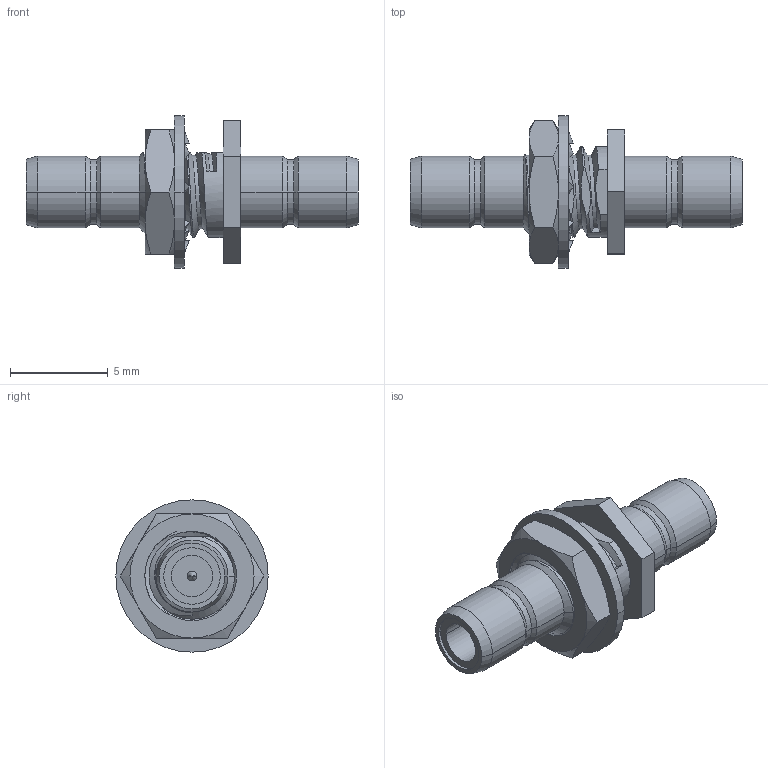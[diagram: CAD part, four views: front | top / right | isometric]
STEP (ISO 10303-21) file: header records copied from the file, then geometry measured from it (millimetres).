
FILE_DESCRIPTION((''),'2;1');
FILE_NAME('142250_SW0001','2020-08-21T11:18:42',('Clement'),(''),'CREO PARAMETRIC BY PTC INC, 2019444','CREO PARAMETRIC BY PTC INC, 2019444','');
FILE_SCHEMA(('CONFIG_CONTROL_DESIGN'));
Length unit declared in the file: millimetre
Products named in the file (1): 142250_SW0001
Bounding box: 17 x 7.8 x 7.8 mm (x, y, z)
Volume: 226.6 mm3; surface area: 502.6 mm2
Topology: 1 solids, 1 shells, 190 faces, 510 edges, 310 vertices
Faces by surface type: bspline 63, plane 49, cylinder 45, cone 33
Entity records: 9706 total; most frequent: CARTESIAN_POINT 5378, ORIENTED_EDGE 1012, DIRECTION 703, EDGE_CURVE 506, VERTEX_POINT 310, AXIS2_PLACEMENT_3D 242, VECTOR 219, LINE 219
